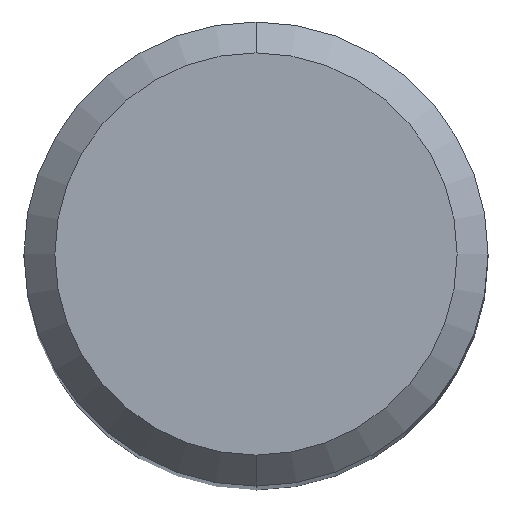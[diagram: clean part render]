
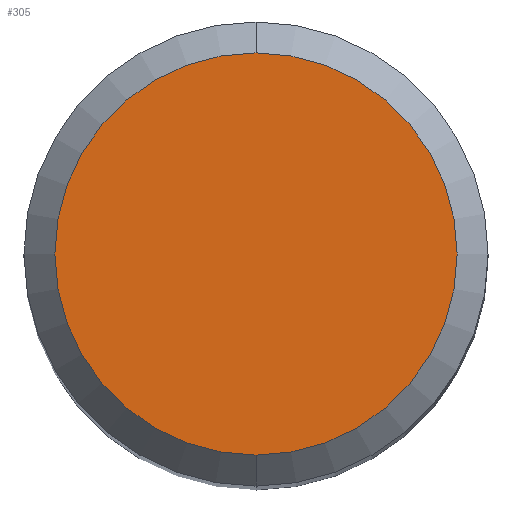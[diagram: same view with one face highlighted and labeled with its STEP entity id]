
A CAD part, top view. The second image highlights one B-rep face of the part: STEP entity #305.
In plain terms, the highlighted planar face has unit normal (0, 0, 1).
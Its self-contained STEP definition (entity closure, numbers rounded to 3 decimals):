
#297=VERTEX_POINT('',#667);
#305=ADVANCED_FACE('',(#675),#676,.T.);
#343=EDGE_CURVE('',#297,#447,#719,.T.);
#447=VERTEX_POINT('',#833);
#495=EDGE_CURVE('',#447,#297,#887,.T.);
#667=CARTESIAN_POINT('',(0.,-2.6,0.0));
#675=FACE_OUTER_BOUND('',#1195,.T.);
#676=PLANE('',#1196);
#719=CIRCLE('',#1290,2.6);
#833=CARTESIAN_POINT('',(0.0,2.6,0.0));
#887=CIRCLE('',#1580,2.6);
#1195=EDGE_LOOP('',(#1795,#1796));
#1196=AXIS2_PLACEMENT_3D('',#1797,#1798,#1799);
#1290=AXIS2_PLACEMENT_3D('',#1861,#1862,#1863);
#1580=AXIS2_PLACEMENT_3D('',#2043,#2044,#2045);
#1795=ORIENTED_EDGE('',*,*,#495,.F.);
#1796=ORIENTED_EDGE('',*,*,#343,.F.);
#1797=CARTESIAN_POINT('',(0.0,1.3,0.0));
#1798=DIRECTION('',(-0.0,0.0,1.0));
#1799=DIRECTION('',(0.0,-1.0,0.0));
#1861=CARTESIAN_POINT('',(0.0,0.0,0.0));
#1862=DIRECTION('',(0.0,0.0,-1.0));
#1863=DIRECTION('',(0.0,1.0,0.0));
#2043=CARTESIAN_POINT('',(0.0,0.0,0.0));
#2044=DIRECTION('',(0.0,0.0,-1.0));
#2045=DIRECTION('',(0.0,1.0,0.0));
